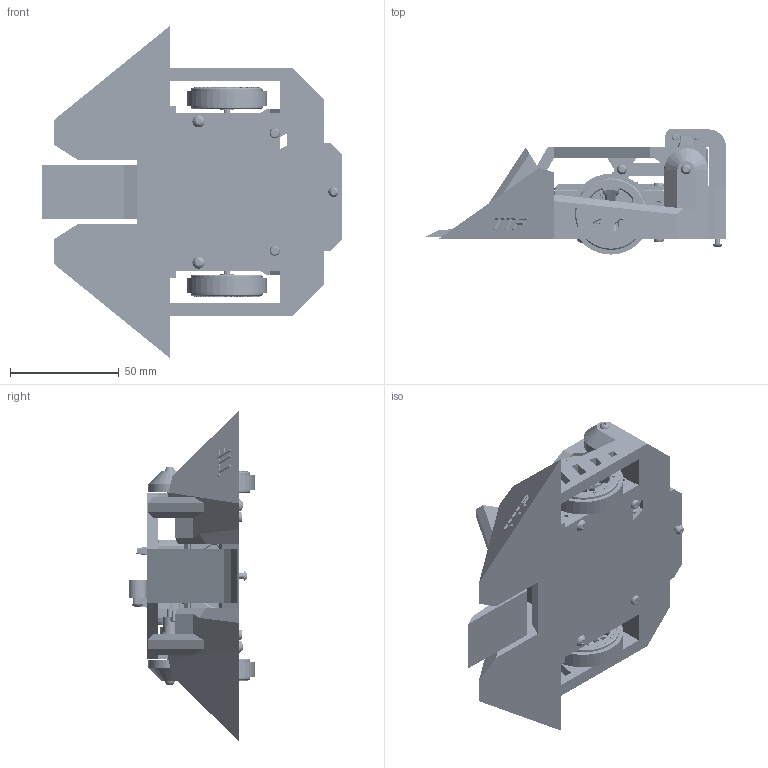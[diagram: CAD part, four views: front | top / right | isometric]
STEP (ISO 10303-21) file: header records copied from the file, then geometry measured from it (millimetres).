
FILE_DESCRIPTION((''),'2;1');
FILE_NAME('1_1000_ASM','2024-03-11T09:40:04',('77678'),(''),'CREO PARAMETRIC BY PTC INC, 2020053','CREO PARAMETRIC BY PTC INC, 2020053','');
FILE_SCHEMA(('AP242_MANAGED_MODEL_BASED_3D_ENGINEERING_MIM_LF { 1 0 10303 442 1 1 4 }'));
Products named in the file (11): 00; 300202312260001; 30037MM202312260001; D0001; 0003; GB70_2-M3X8-12_9; MY2-5X6; GB70_2-M2_5X16-12_9; 1_1000_ASM
Assembly tree (20 placements, depth 2):
  1_1000_ASM
    00
    300202312260001  x2
    30037MM202312260001  x2
    00
    D0001
    00
    0003
    GB70_2-M3X8-12_9  x5
    MY2-5X6  x2
    GB70_2-M2_5X16-12_9  x4
Bounding box: 138 x 57.49 x 152.64 mm (x, y, z)
Volume: 282786.9 mm3; surface area: 97931.5 mm2
Topology: 21 solids, 25 shells, 4462 faces, 12244 edges, 8116 vertices
Faces by surface type: plane 2329, cylinder 986, extrusion 485, cone 421, bspline 166, sphere 46, torus 29
Entity records: 139586 total; most frequent: CARTESIAN_POINT 55924, ORIENTED_EDGE 16826, DIRECTION 15266, EDGE_CURVE 8413, VERTEX_POINT 5609, VECTOR 5150, AXIS2_PLACEMENT_3D 5058, LINE 4877
